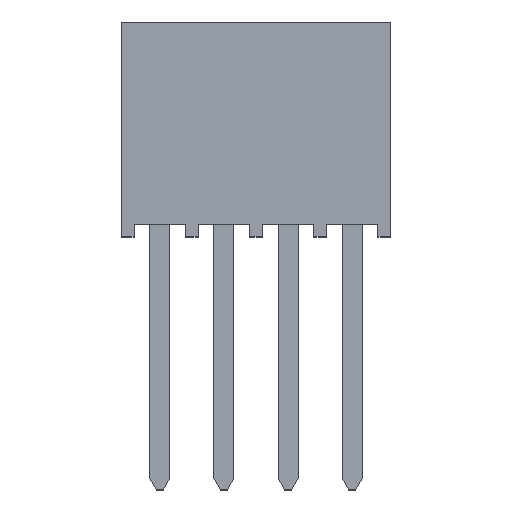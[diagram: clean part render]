
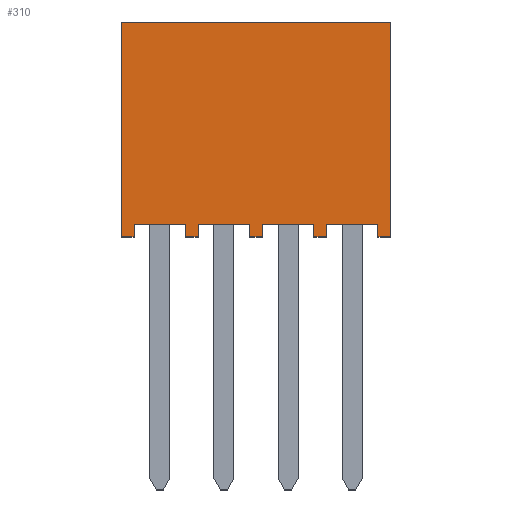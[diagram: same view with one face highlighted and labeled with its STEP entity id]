
A CAD part, top view. The second image highlights one B-rep face of the part: STEP entity #310.
In plain terms, the highlighted planar face has unit normal (0, 0, 1).
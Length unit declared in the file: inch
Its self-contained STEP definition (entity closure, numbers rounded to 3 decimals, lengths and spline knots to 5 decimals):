
#310 = ADVANCED_FACE( '', ( #654 ), #655, .F. );
#654 = FACE_OUTER_BOUND( '', #1040, .T. );
#655 = PLANE( '', #1041 );
#1040 = EDGE_LOOP( '', ( #1786, #1787, #1788, #1789, #1790, #1791, #1792, #1793, #1794, #1795, #1796, #1797, #1798, #1799, #1800, #1801, #1802, #1803, #1804, #1805 ) );
#1041 = AXIS2_PLACEMENT_3D( '', #1806, #1807, #1808 );
#1786 = ORIENTED_EDGE( '', *, *, #2301, .F. );
#1787 = ORIENTED_EDGE( '', *, *, #2601, .T. );
#1788 = ORIENTED_EDGE( '', *, *, #2354, .F. );
#1789 = ORIENTED_EDGE( '', *, *, #2602, .F. );
#1790 = ORIENTED_EDGE( '', *, *, #2322, .T. );
#1791 = ORIENTED_EDGE( '', *, *, #2419, .T. );
#1792 = ORIENTED_EDGE( '', *, *, #2603, .F. );
#1793 = ORIENTED_EDGE( '', *, *, #2604, .F. );
#1794 = ORIENTED_EDGE( '', *, *, #2568, .F. );
#1795 = ORIENTED_EDGE( '', *, *, #2605, .T. );
#1796 = ORIENTED_EDGE( '', *, *, #2572, .F. );
#1797 = ORIENTED_EDGE( '', *, *, #2370, .F. );
#1798 = ORIENTED_EDGE( '', *, *, #2606, .F. );
#1799 = ORIENTED_EDGE( '', *, *, #2607, .T. );
#1800 = ORIENTED_EDGE( '', *, *, #2461, .F. );
#1801 = ORIENTED_EDGE( '', *, *, #2608, .F. );
#1802 = ORIENTED_EDGE( '', *, *, #2609, .F. );
#1803 = ORIENTED_EDGE( '', *, *, #2514, .T. );
#1804 = ORIENTED_EDGE( '', *, *, #2536, .F. );
#1805 = ORIENTED_EDGE( '', *, *, #2392, .F. );
#1806 = CARTESIAN_POINT( '', ( -0.21, 0.335, 0.0975 ) );
#1807 = DIRECTION( '', ( 0., 0., -1. ) );
#1808 = DIRECTION( '', ( -1., 0., 0. ) );
#2301 = EDGE_CURVE( '', #2730, #2732, #2733, .T. );
#2322 = EDGE_CURVE( '', #2770, #2768, #2771, .T. );
#2354 = EDGE_CURVE( '', #2826, #2821, #2828, .T. );
#2370 = EDGE_CURVE( '', #2855, #2857, #2858, .T. );
#2392 = EDGE_CURVE( '', #2732, #2897, #2898, .T. );
#2419 = EDGE_CURVE( '', #2768, #2940, #2943, .T. );
#2461 = EDGE_CURVE( '', #3009, #3011, #3012, .T. );
#2514 = EDGE_CURVE( '', #3098, #3095, #3099, .T. );
#2536 = EDGE_CURVE( '', #2897, #3095, #3131, .T. );
#2568 = EDGE_CURVE( '', #3169, #3171, #3172, .T. );
#2572 = EDGE_CURVE( '', #2857, #3177, #3178, .T. );
#2601 = EDGE_CURVE( '', #2730, #2821, #3213, .T. );
#2602 = EDGE_CURVE( '', #2770, #2826, #3214, .T. );
#2603 = EDGE_CURVE( '', #3215, #2940, #3216, .T. );
#2604 = EDGE_CURVE( '', #3171, #3215, #3217, .T. );
#2605 = EDGE_CURVE( '', #3169, #3177, #3218, .T. );
#2606 = EDGE_CURVE( '', #3219, #2855, #3220, .T. );
#2607 = EDGE_CURVE( '', #3219, #3011, #3221, .T. );
#2608 = EDGE_CURVE( '', #3222, #3009, #3223, .T. );
#2609 = EDGE_CURVE( '', #3098, #3222, #3224, .T. );
#2730 = VERTEX_POINT( '', #3367 );
#2732 = VERTEX_POINT( '', #3370 );
#2733 = LINE( '', #3371, #3372 );
#2768 = VERTEX_POINT( '', #3422 );
#2770 = VERTEX_POINT( '', #3425 );
#2771 = LINE( '', #3426, #3427 );
#2821 = VERTEX_POINT( '', #3499 );
#2826 = VERTEX_POINT( '', #3506 );
#2828 = LINE( '', #3509, #3510 );
#2855 = VERTEX_POINT( '', #3549 );
#2857 = VERTEX_POINT( '', #3552 );
#2858 = LINE( '', #3553, #3554 );
#2897 = VERTEX_POINT( '', #3611 );
#2898 = LINE( '', #3612, #3613 );
#2940 = VERTEX_POINT( '', #3674 );
#2943 = LINE( '', #3678, #3679 );
#3009 = VERTEX_POINT( '', #3776 );
#3011 = VERTEX_POINT( '', #3779 );
#3012 = LINE( '', #3780, #3781 );
#3095 = VERTEX_POINT( '', #3908 );
#3098 = VERTEX_POINT( '', #3912 );
#3099 = LINE( '', #3913, #3914 );
#3131 = LINE( '', #3962, #3963 );
#3169 = VERTEX_POINT( '', #4020 );
#3171 = VERTEX_POINT( '', #4023 );
#3172 = LINE( '', #4024, #4025 );
#3177 = VERTEX_POINT( '', #4032 );
#3178 = LINE( '', #4033, #4034 );
#3213 = LINE( '', #4087, #4088 );
#3214 = LINE( '', #4089, #4090 );
#3215 = VERTEX_POINT( '', #4091 );
#3216 = LINE( '', #4092, #4093 );
#3217 = LINE( '', #4094, #4095 );
#3218 = LINE( '', #4096, #4097 );
#3219 = VERTEX_POINT( '', #4098 );
#3220 = LINE( '', #4099, #4100 );
#3221 = LINE( '', #4101, #4102 );
#3222 = VERTEX_POINT( '', #4103 );
#3223 = LINE( '', #4104, #4105 );
#3224 = LINE( '', #4106, #4107 );
#3367 = CARTESIAN_POINT( '', ( 0.19, 0., 0.0975 ) );
#3370 = CARTESIAN_POINT( '', ( 0.19, 0.02, 0.0975 ) );
#3371 = CARTESIAN_POINT( '', ( 0.19, 0.335, 0.0975 ) );
#3372 = VECTOR( '', #4312, 39.37008 );
#3422 = CARTESIAN_POINT( '', ( -0.21, 0., 0.0975 ) );
#3425 = CARTESIAN_POINT( '', ( -0.21, 0.335, 0.0975 ) );
#3426 = CARTESIAN_POINT( '', ( -0.21, 0.335, 0.0975 ) );
#3427 = VECTOR( '', #4329, 39.37008 );
#3499 = CARTESIAN_POINT( '', ( 0.21, 0., 0.0975 ) );
#3506 = CARTESIAN_POINT( '', ( 0.21, 0.335, 0.0975 ) );
#3509 = CARTESIAN_POINT( '', ( 0.21, 0.335, 0.0975 ) );
#3510 = VECTOR( '', #4355, 39.37008 );
#3549 = CARTESIAN_POINT( '', ( -0.01, 0.02, 0.0975 ) );
#3552 = CARTESIAN_POINT( '', ( -0.09, 0.02, 0.0975 ) );
#3553 = CARTESIAN_POINT( '', ( -0.21, 0.02, 0.0975 ) );
#3554 = VECTOR( '', #4369, 39.37008 );
#3611 = CARTESIAN_POINT( '', ( 0.11, 0.02, 0.0975 ) );
#3612 = CARTESIAN_POINT( '', ( -0.21, 0.02, 0.0975 ) );
#3613 = VECTOR( '', #4388, 39.37008 );
#3674 = CARTESIAN_POINT( '', ( -0.19, 0., 0.0975 ) );
#3678 = CARTESIAN_POINT( '', ( -0.21, 0., 0.0975 ) );
#3679 = VECTOR( '', #4409, 39.37008 );
#3776 = CARTESIAN_POINT( '', ( 0.01, 0.02, 0.0975 ) );
#3779 = CARTESIAN_POINT( '', ( 0.01, 0., 0.0975 ) );
#3780 = CARTESIAN_POINT( '', ( 0.01, 0.335, 0.0975 ) );
#3781 = VECTOR( '', #4442, 39.37008 );
#3908 = CARTESIAN_POINT( '', ( 0.11, 0., 0.0975 ) );
#3912 = CARTESIAN_POINT( '', ( 0.09, 0., 0.0975 ) );
#3913 = CARTESIAN_POINT( '', ( -0.21, 0., 0.0975 ) );
#3914 = VECTOR( '', #4488, 39.37008 );
#3962 = CARTESIAN_POINT( '', ( 0.11, 0.335, 0.0975 ) );
#3963 = VECTOR( '', #4505, 39.37008 );
#4020 = CARTESIAN_POINT( '', ( -0.11, 0., 0.0975 ) );
#4023 = CARTESIAN_POINT( '', ( -0.11, 0.02, 0.0975 ) );
#4024 = CARTESIAN_POINT( '', ( -0.11, 0.335, 0.0975 ) );
#4025 = VECTOR( '', #4526, 39.37008 );
#4032 = CARTESIAN_POINT( '', ( -0.09, 0., 0.0975 ) );
#4033 = CARTESIAN_POINT( '', ( -0.09, 0.335, 0.0975 ) );
#4034 = VECTOR( '', #4529, 39.37008 );
#4087 = CARTESIAN_POINT( '', ( -0.21, 0., 0.0975 ) );
#4088 = VECTOR( '', #4548, 39.37008 );
#4089 = CARTESIAN_POINT( '', ( -0.21, 0.335, 0.0975 ) );
#4090 = VECTOR( '', #4549, 39.37008 );
#4091 = CARTESIAN_POINT( '', ( -0.19, 0.02, 0.0975 ) );
#4092 = CARTESIAN_POINT( '', ( -0.19, 0.335, 0.0975 ) );
#4093 = VECTOR( '', #4550, 39.37008 );
#4094 = CARTESIAN_POINT( '', ( -0.21, 0.02, 0.0975 ) );
#4095 = VECTOR( '', #4551, 39.37008 );
#4096 = CARTESIAN_POINT( '', ( -0.21, 0., 0.0975 ) );
#4097 = VECTOR( '', #4552, 39.37008 );
#4098 = CARTESIAN_POINT( '', ( -0.01, 0., 0.0975 ) );
#4099 = CARTESIAN_POINT( '', ( -0.01, 0.335, 0.0975 ) );
#4100 = VECTOR( '', #4553, 39.37008 );
#4101 = CARTESIAN_POINT( '', ( -0.21, 0., 0.0975 ) );
#4102 = VECTOR( '', #4554, 39.37008 );
#4103 = CARTESIAN_POINT( '', ( 0.09, 0.02, 0.0975 ) );
#4104 = CARTESIAN_POINT( '', ( -0.21, 0.02, 0.0975 ) );
#4105 = VECTOR( '', #4555, 39.37008 );
#4106 = CARTESIAN_POINT( '', ( 0.09, 0.335, 0.0975 ) );
#4107 = VECTOR( '', #4556, 39.37008 );
#4312 = DIRECTION( '', ( 0., 1., 0. ) );
#4329 = DIRECTION( '', ( 0., -1., 0. ) );
#4355 = DIRECTION( '', ( 0., -1., 0. ) );
#4369 = DIRECTION( '', ( -1., 0., 0. ) );
#4388 = DIRECTION( '', ( -1., 0., 0. ) );
#4409 = DIRECTION( '', ( 1., 0., 0. ) );
#4442 = DIRECTION( '', ( 0., -1., 0. ) );
#4488 = DIRECTION( '', ( 1., 0., 0. ) );
#4505 = DIRECTION( '', ( 0., -1., 0. ) );
#4526 = DIRECTION( '', ( 0., 1., 0. ) );
#4529 = DIRECTION( '', ( 0., -1., 0. ) );
#4548 = DIRECTION( '', ( 1., 0., 0. ) );
#4549 = DIRECTION( '', ( 1., 0., 0. ) );
#4550 = DIRECTION( '', ( 0., -1., 0. ) );
#4551 = DIRECTION( '', ( -1., 0., 0. ) );
#4552 = DIRECTION( '', ( 1., 0., 0. ) );
#4553 = DIRECTION( '', ( 0., 1., 0. ) );
#4554 = DIRECTION( '', ( 1., 0., 0. ) );
#4555 = DIRECTION( '', ( -1., 0., 0. ) );
#4556 = DIRECTION( '', ( 0., 1., 0. ) );
